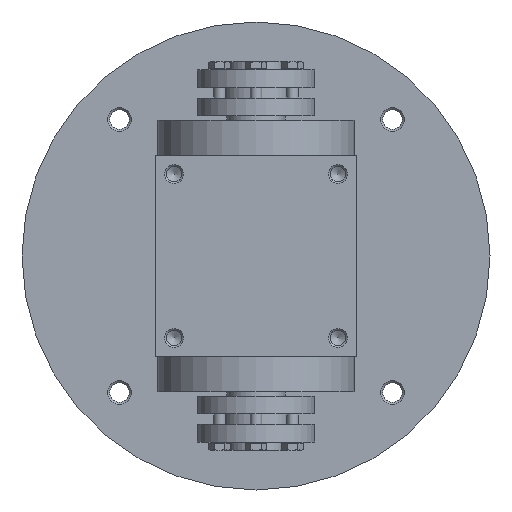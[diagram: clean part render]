
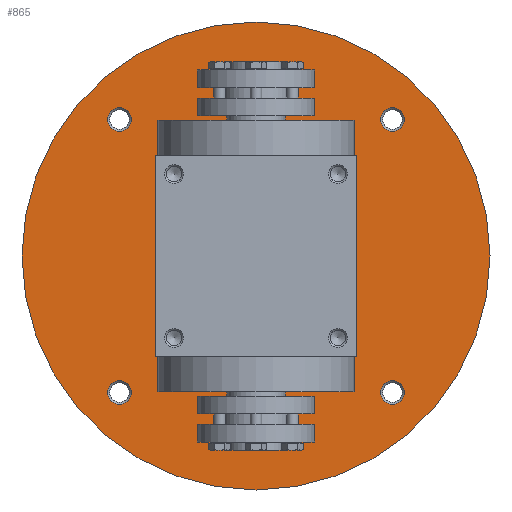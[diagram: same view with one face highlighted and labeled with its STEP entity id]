
A CAD part, left-side view. The second image highlights one B-rep face of the part: STEP entity #865.
In plain terms, the highlighted planar face has unit normal (-1, 0, 0).
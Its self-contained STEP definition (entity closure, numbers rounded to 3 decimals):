
#865 = ADVANCED_FACE( '', ( #1959, #1960, #1961, #1962, #1963, #1964 ), #1965, .F. );
#1959 = FACE_OUTER_BOUND( '', #3291, .T. );
#1960 = FACE_BOUND( '', #3292, .T. );
#1961 = FACE_BOUND( '', #3293, .T. );
#1962 = FACE_BOUND( '', #3294, .T. );
#1963 = FACE_BOUND( '', #3295, .T. );
#1964 = FACE_BOUND( '', #3296, .T. );
#1965 = PLANE( '', #3297 );
#3291 = EDGE_LOOP( '', ( #5504 ) );
#3292 = EDGE_LOOP( '', ( #5505 ) );
#3293 = EDGE_LOOP( '', ( #5506 ) );
#3294 = EDGE_LOOP( '', ( #5507 ) );
#3295 = EDGE_LOOP( '', ( #5508 ) );
#3296 = EDGE_LOOP( '', ( #5509 ) );
#3297 = AXIS2_PLACEMENT_3D( '', #5510, #5511, #5512 );
#5504 = ORIENTED_EDGE( '', *, *, #7455, .F. );
#5505 = ORIENTED_EDGE( '', *, *, #7392, .T. );
#5506 = ORIENTED_EDGE( '', *, *, #7087, .T. );
#5507 = ORIENTED_EDGE( '', *, *, #7474, .T. );
#5508 = ORIENTED_EDGE( '', *, *, #7475, .T. );
#5509 = ORIENTED_EDGE( '', *, *, #7177, .T. );
#5510 = CARTESIAN_POINT( '', ( 44., 42., 0. ) );
#5511 = DIRECTION( '', ( 1., 0., 0. ) );
#5512 = DIRECTION( '', ( 0., 0., -1. ) );
#7087 = EDGE_CURVE( '', #8418, #8418, #8419, .T. );
#7177 = EDGE_CURVE( '', #8555, #8555, #8556, .T. );
#7392 = EDGE_CURVE( '', #8866, #8866, #8867, .T. );
#7455 = EDGE_CURVE( '', #8950, #8950, #8951, .T. );
#7474 = EDGE_CURVE( '', #8973, #8973, #8974, .T. );
#7475 = EDGE_CURVE( '', #8975, #8975, #8976, .T. );
#8418 = VERTEX_POINT( '', #10223 );
#8419 = CIRCLE( '', #10224, 5. );
#8555 = VERTEX_POINT( '', #10430 );
#8556 = CIRCLE( '', #10431, 42. );
#8866 = VERTEX_POINT( '', #10876 );
#8867 = CIRCLE( '', #10877, 5. );
#8950 = VERTEX_POINT( '', #10997 );
#8951 = CIRCLE( '', #10998, 100. );
#8973 = VERTEX_POINT( '', #11026 );
#8974 = CIRCLE( '', #11027, 5. );
#8975 = VERTEX_POINT( '', #11028 );
#8976 = CIRCLE( '', #11029, 5. );
#10223 = CARTESIAN_POINT( '', ( 44., 58.336, -63.336 ) );
#10224 = AXIS2_PLACEMENT_3D( '', #12021, #12022, #12023 );
#10430 = CARTESIAN_POINT( '', ( 44., 0., -42. ) );
#10431 = AXIS2_PLACEMENT_3D( '', #12123, #12124, #12125 );
#10876 = CARTESIAN_POINT( '', ( 44., -58.336, 53.336 ) );
#10877 = AXIS2_PLACEMENT_3D( '', #12379, #12380, #12381 );
#10997 = CARTESIAN_POINT( '', ( 44., 0., -100. ) );
#10998 = AXIS2_PLACEMENT_3D( '', #12448, #12449, #12450 );
#11026 = CARTESIAN_POINT( '', ( 44., -58.336, -63.336 ) );
#11027 = AXIS2_PLACEMENT_3D( '', #12473, #12474, #12475 );
#11028 = CARTESIAN_POINT( '', ( 44., 58.336, 53.336 ) );
#11029 = AXIS2_PLACEMENT_3D( '', #12476, #12477, #12478 );
#12021 = CARTESIAN_POINT( '', ( 44., 58.336, -58.336 ) );
#12022 = DIRECTION( '', ( 1., 0., 0. ) );
#12023 = DIRECTION( '', ( 0., 0., -1. ) );
#12123 = CARTESIAN_POINT( '', ( 44., 0., 0. ) );
#12124 = DIRECTION( '', ( 1., 0., 0. ) );
#12125 = DIRECTION( '', ( 0., 0., -1. ) );
#12379 = CARTESIAN_POINT( '', ( 44., -58.336, 58.336 ) );
#12380 = DIRECTION( '', ( 1., 0., 0. ) );
#12381 = DIRECTION( '', ( 0., 0., -1. ) );
#12448 = CARTESIAN_POINT( '', ( 44., 0., 0. ) );
#12449 = DIRECTION( '', ( 1., 0., 0. ) );
#12450 = DIRECTION( '', ( 0., 0., -1. ) );
#12473 = CARTESIAN_POINT( '', ( 44., -58.336, -58.336 ) );
#12474 = DIRECTION( '', ( 1., 0., 0. ) );
#12475 = DIRECTION( '', ( 0., 0., -1. ) );
#12476 = CARTESIAN_POINT( '', ( 44., 58.336, 58.336 ) );
#12477 = DIRECTION( '', ( 1., 0., 0. ) );
#12478 = DIRECTION( '', ( 0., 0., -1. ) );
